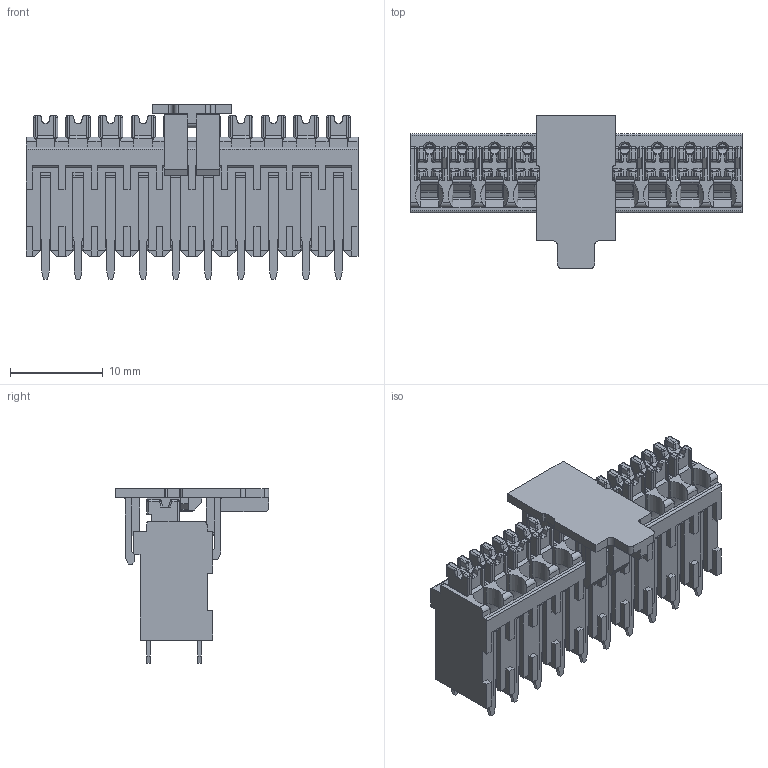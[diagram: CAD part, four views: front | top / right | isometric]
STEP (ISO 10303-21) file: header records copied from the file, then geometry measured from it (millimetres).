
FILE_DESCRIPTION(/* description */ ('Unknown'),/* implementation_level */ '2;1');
FILE_NAME(/* name */ '691810100310',/* time_stamp */ '2022-10-11T16:10:16+02:00',/* author */ ('Unknown'),/* organization */ ('Unknown'),/* preprocessor_version */ 'ST-DEVELOPER v18.102',/* originating_system */ 'Solid Edge',/* authorisation */ 'Unknown');
FILE_SCHEMA (('AUTOMOTIVE_DESIGN {1 0 10303 214 3 1 1}'));
Length unit declared in the file: millimetre
Products named in the file (6): 6918101003xx; 691410100010; 6918101000xx_SolderPin; 6914101000xx_SpringClamp; 6914101000xx_Lever; 6918101003xx_Cap
Assembly tree (32 placements, depth 2):
  6918101003xx
    691410100010
    6918101000xx_SolderPin  x10
    6914101000xx_SpringClamp  x10
    6914101000xx_Lever  x10
    6918101003xx_Cap
Bounding box: 35.7 x 16.5 x 18.8 mm (x, y, z)
Volume: 2055.5 mm3; surface area: 7454.5 mm2
Topology: 32 solids, 32 shells, 3551 faces, 9718 edges, 6043 vertices
Faces by surface type: plane 2200, cylinder 990, sphere 161, bspline 140, torus 40, cone 20
Entity records: 40316 total; most frequent: CARTESIAN_POINT 7775, ORIENTED_EDGE 6982, DIRECTION 6408, EDGE_CURVE 3491, LINE 2930, VECTOR 2930, VERTEX_POINT 2227, AXIS2_PLACEMENT_3D 1739
